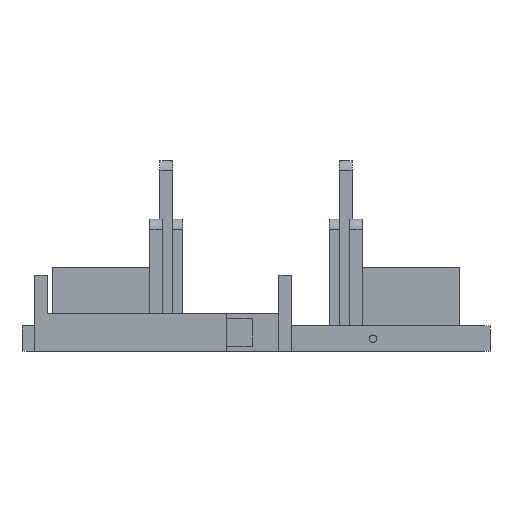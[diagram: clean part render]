
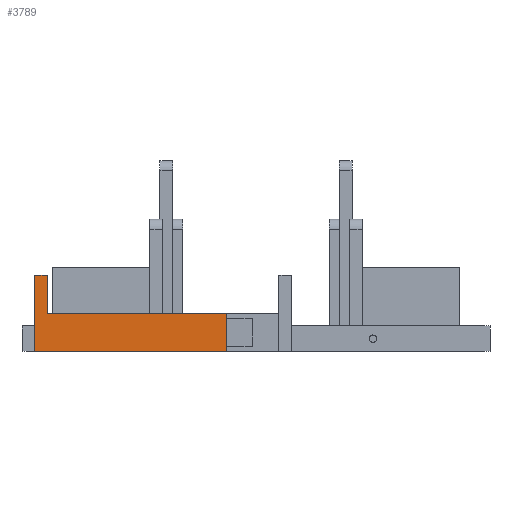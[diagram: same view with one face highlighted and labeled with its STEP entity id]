
A CAD part, left-side view. The second image highlights one B-rep face of the part: STEP entity #3789.
In plain terms, the highlighted planar face has unit normal (-1, 0, 0).
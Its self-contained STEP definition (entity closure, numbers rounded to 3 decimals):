
#475=FACE_OUTER_BOUND('',#773,.T.);
#773=EDGE_LOOP('',(#3441,#3442,#3443,#3444,#3445,#3446));
#1165=LINE('',#6111,#1571);
#1171=LINE('',#6123,#1577);
#1177=LINE('',#6135,#1583);
#1180=LINE('',#6140,#1586);
#1182=LINE('',#6144,#1588);
#1183=LINE('',#6145,#1589);
#1571=VECTOR('',#5071,10.);
#1577=VECTOR('',#5079,10.);
#1583=VECTOR('',#5089,10.);
#1586=VECTOR('',#5094,10.);
#1588=VECTOR('',#5098,10.);
#1589=VECTOR('',#5099,10.);
#1918=VERTEX_POINT('',#6108);
#1919=VERTEX_POINT('',#6110);
#1924=VERTEX_POINT('',#6122);
#1927=VERTEX_POINT('',#6132);
#1928=VERTEX_POINT('',#6134);
#1930=VERTEX_POINT('',#6143);
#2421=EDGE_CURVE('',#1918,#1919,#1165,.T.);
#2427=EDGE_CURVE('',#1919,#1924,#1171,.T.);
#2433=EDGE_CURVE('',#1927,#1928,#1177,.T.);
#2436=EDGE_CURVE('',#1918,#1928,#1180,.T.);
#2438=EDGE_CURVE('',#1930,#1927,#1182,.T.);
#2439=EDGE_CURVE('',#1924,#1930,#1183,.T.);
#3441=ORIENTED_EDGE('',*,*,#2427,.F.);
#3442=ORIENTED_EDGE('',*,*,#2421,.F.);
#3443=ORIENTED_EDGE('',*,*,#2436,.T.);
#3444=ORIENTED_EDGE('',*,*,#2433,.F.);
#3445=ORIENTED_EDGE('',*,*,#2438,.F.);
#3446=ORIENTED_EDGE('',*,*,#2439,.F.);
#3597=PLANE('',#4103);
#3789=ADVANCED_FACE('',(#475),#3597,.T.);
#4103=AXIS2_PLACEMENT_3D('',#6142,#5096,#5097);
#5071=DIRECTION('',(0.,0.,-1.));
#5079=DIRECTION('',(0.,1.,0.));
#5089=DIRECTION('',(0.,0.,-1.));
#5094=DIRECTION('',(0.,1.,0.));
#5096=DIRECTION('center_axis',(-1.,0.,0.));
#5097=DIRECTION('ref_axis',(0.,0.,1.));
#5098=DIRECTION('',(0.,-1.,0.));
#5099=DIRECTION('',(0.,0.,1.));
#6108=CARTESIAN_POINT('',(-213.,-95.5,14.96));
#6110=CARTESIAN_POINT('',(-213.,-95.5,0.));
#6111=CARTESIAN_POINT('',(-213.,-95.5,-38.51));
#6122=CARTESIAN_POINT('',(-213.,-20.,0.));
#6123=CARTESIAN_POINT('',(-213.,-95.5,0.));
#6132=CARTESIAN_POINT('',(-213.,-25.,30.));
#6134=CARTESIAN_POINT('',(-213.,-25.,14.96));
#6135=CARTESIAN_POINT('',(-213.,-25.,-38.5));
#6140=CARTESIAN_POINT('',(-213.,-95.5,14.96));
#6142=CARTESIAN_POINT('Origin',(-213.,-95.5,0.));
#6143=CARTESIAN_POINT('',(-213.,-20.,30.));
#6144=CARTESIAN_POINT('',(-213.,-20.,30.));
#6145=CARTESIAN_POINT('',(-213.,-20.,0.));
